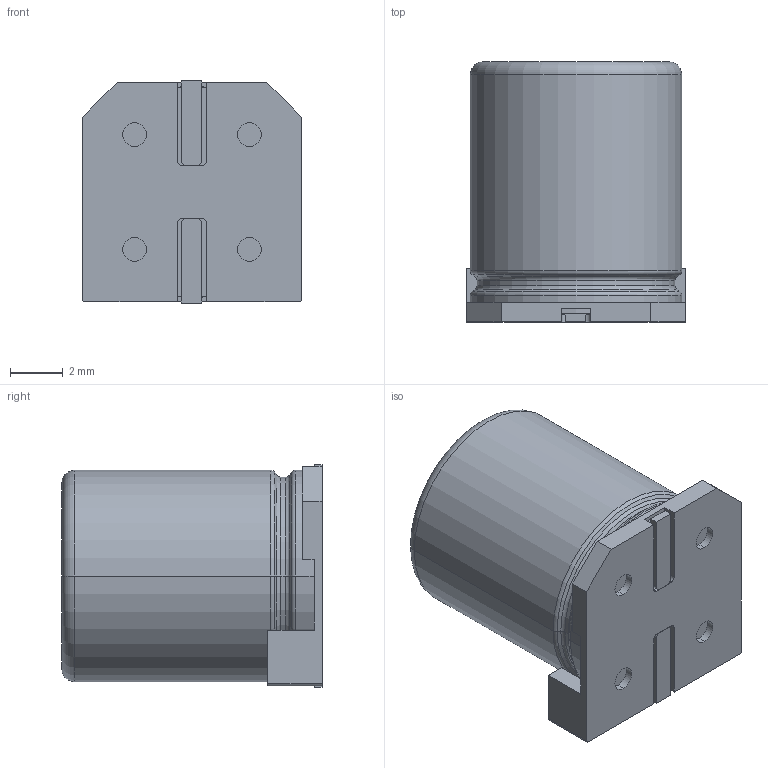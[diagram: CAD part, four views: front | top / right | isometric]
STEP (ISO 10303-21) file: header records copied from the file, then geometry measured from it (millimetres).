
FILE_DESCRIPTION (( 'STEP AP214' ), '1' );
FILE_NAME ('05_NICHICON_8X10_NEWARK_58R3566_ENSAMBLE.STEP', '2013-09-24T21:50:44', ( '' ), ( '' ), 'SwSTEP 2.0', 'SolidWorks 2012', '' );
FILE_SCHEMA (( 'AUTOMOTIVE_DESIGN' ));
Length unit declared in the file: millimetre
Products named in the file (3): 05_NICHICON_8X10_newark_58R3566_BODY; 05_NICHION_8X10_newark_58R3566_BASE; 05_NICHICON_8X10_NEWARK_58R3566_ENSAMBLE
Assembly tree (2 placements, depth 2):
  05_NICHICON_8X10_NEWARK_58R3566_ENSAMBLE
    05_NICHION_8X10_newark_58R3566_BASE
    05_NICHICON_8X10_newark_58R3566_BODY
Bounding box: 8.3 x 9.85 x 8.4 mm (x, y, z)
Volume: 510.9 mm3; surface area: 535.8 mm2
Topology: 4 solids, 4 shells, 77 faces, 201 edges, 128 vertices
Faces by surface type: plane 36, cylinder 27, torus 10, cone 4
Entity records: 2939 total; most frequent: DIRECTION 443, CARTESIAN_POINT 411, ORIENTED_EDGE 402, EDGE_CURVE 201, AXIS2_PLACEMENT_3D 160, VERTEX_POINT 128, LINE 123, VECTOR 123
